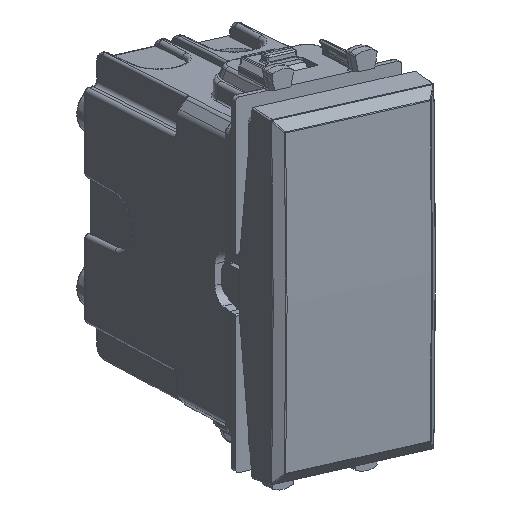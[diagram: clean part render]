
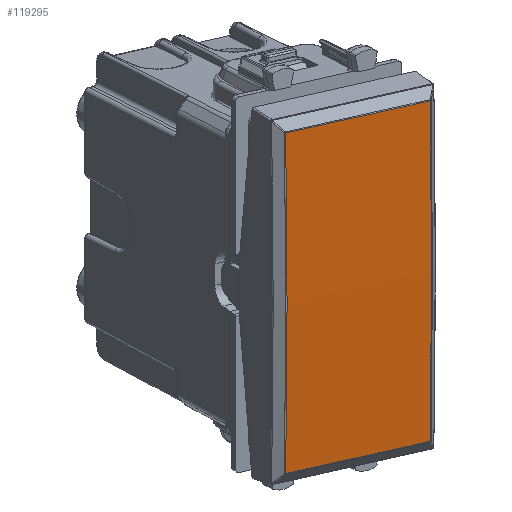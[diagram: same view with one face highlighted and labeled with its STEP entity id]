
A CAD part, top view. The second image highlights one B-rep face of the part: STEP entity #119295.
In plain terms, the highlighted cylindrical face has radius 784.641 mm (diameter 1569.28 mm), a partial arc.
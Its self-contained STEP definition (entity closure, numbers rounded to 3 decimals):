
#119254=CARTESIAN_POINT('Axis2P3D Location',(0.,0.,-768.741)) ;
#119259=CARTESIAN_POINT('Line Origine',(0.,20.35,15.636)) ;
#119263=CARTESIAN_POINT('Vertex',(9.723,20.35,15.636)) ;
#119265=CARTESIAN_POINT('Vertex',(-9.723,20.35,15.636)) ;
#119269=CARTESIAN_POINT('Control Point',(-9.723,-20.35,15.636)) ;
#119270=CARTESIAN_POINT('Control Point',(-9.714,-6.786,15.988)) ;
#119271=CARTESIAN_POINT('Control Point',(-9.714,6.786,15.988)) ;
#119272=CARTESIAN_POINT('Control Point',(-9.723,20.35,15.636)) ;
#119273=CARTESIAN_POINT('Vertex',(-9.723,-20.35,15.636)) ;
#119276=CARTESIAN_POINT('Line Origine',(0.,-20.35,15.636)) ;
#119280=CARTESIAN_POINT('Vertex',(9.723,-20.35,15.636)) ;
#119284=CARTESIAN_POINT('Control Point',(9.723,-20.35,15.636)) ;
#119285=CARTESIAN_POINT('Control Point',(9.714,-6.787,15.988)) ;
#119286=CARTESIAN_POINT('Control Point',(9.714,6.786,15.988)) ;
#119287=CARTESIAN_POINT('Control Point',(9.723,20.35,15.636)) ;
#119255=DIRECTION('Axis2P3D Direction',(-1.,0.,0.)) ;
#119256=DIRECTION('Axis2P3D XDirection',(0.,-0.028,1.)) ;
#119260=DIRECTION('Vector Direction',(-1.,0.,0.)) ;
#119277=DIRECTION('Vector Direction',(-1.,0.,0.)) ;
#119257=AXIS2_PLACEMENT_3D('Cylinder Axis2P3D',#119254,#119255,#119256) ;
#119290=ORIENTED_EDGE('',*,*,#119267,.T.) ;
#119291=ORIENTED_EDGE('',*,*,#119275,.T.) ;
#119292=ORIENTED_EDGE('',*,*,#119282,.T.) ;
#119293=ORIENTED_EDGE('',*,*,#119288,.T.) ;
#119261=VECTOR('Line Direction',#119260,1.) ;
#119278=VECTOR('Line Direction',#119277,1.) ;
#119295=ADVANCED_FACE('PartBody',(#119294),#119258,.T.) ;
#119268=B_SPLINE_CURVE_WITH_KNOTS('',3,(#119269,#119270,#119271,#119272),.UNSPECIFIED.,.F.,.U.,(4,4),(17.372,87.84),.UNSPECIFIED.) ;
#119283=B_SPLINE_CURVE_WITH_KNOTS('',3,(#119284,#119285,#119286,#119287),.UNSPECIFIED.,.F.,.U.,(4,4),(17.372,87.841),.UNSPECIFIED.) ;
#119258=CYLINDRICAL_SURFACE('generated cylinder',#119257,784.641) ;
#119267=EDGE_CURVE('',#119264,#119266,#119262,.T.) ;
#119275=EDGE_CURVE('',#119266,#119274,#119268,.F.) ;
#119282=EDGE_CURVE('',#119274,#119281,#119279,.F.) ;
#119288=EDGE_CURVE('',#119281,#119264,#119283,.T.) ;
#119289=EDGE_LOOP('',(#119290,#119291,#119292,#119293)) ;
#119294=FACE_OUTER_BOUND('',#119289,.T.) ;
#119262=LINE('Line',#119259,#119261) ;
#119279=LINE('Line',#119276,#119278) ;
#119264=VERTEX_POINT('',#119263) ;
#119266=VERTEX_POINT('',#119265) ;
#119274=VERTEX_POINT('',#119273) ;
#119281=VERTEX_POINT('',#119280) ;
